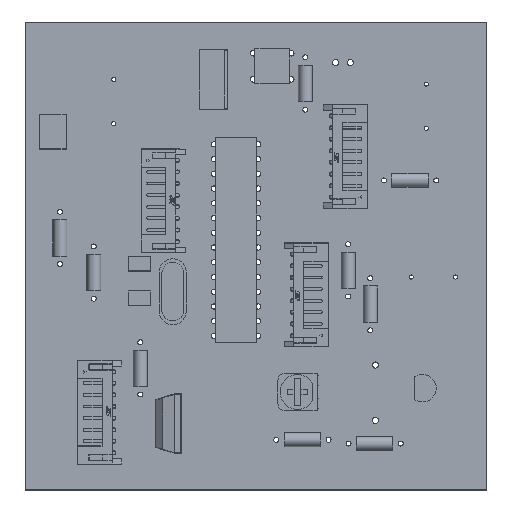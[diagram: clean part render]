
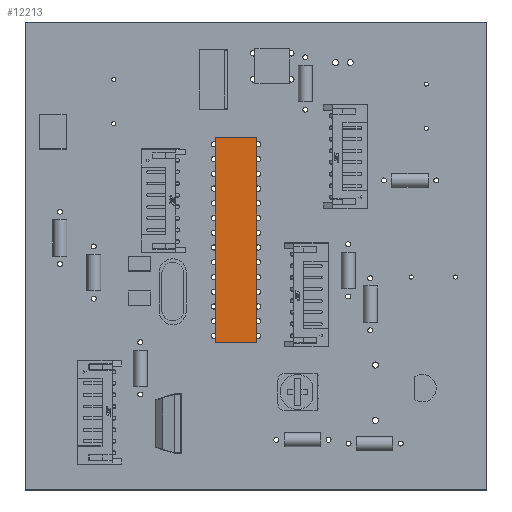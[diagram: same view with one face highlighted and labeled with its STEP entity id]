
A CAD part, top view. The second image highlights one B-rep face of the part: STEP entity #12213.
In plain terms, the highlighted planar face has unit normal (0, 0, 1).
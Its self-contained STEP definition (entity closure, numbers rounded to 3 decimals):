
#12084 = VERTEX_POINT('',#12085);
#12085 = CARTESIAN_POINT('',(-3.6,-17.65,4.58));
#12091 = EDGE_CURVE('',#12084,#12092,#12094,.T.);
#12092 = VERTEX_POINT('',#12093);
#12093 = CARTESIAN_POINT('',(3.6,-17.65,4.58));
#12094 = LINE('',#12095,#12096);
#12095 = CARTESIAN_POINT('',(-3.6,-17.65,4.58));
#12096 = VECTOR('',#12097,1.);
#12097 = DIRECTION('',(1.,0.,0.));
#12122 = EDGE_CURVE('',#12092,#12123,#12125,.T.);
#12123 = VERTEX_POINT('',#12124);
#12124 = CARTESIAN_POINT('',(3.6,17.65,4.58));
#12125 = LINE('',#12126,#12127);
#12126 = CARTESIAN_POINT('',(3.6,-17.65,4.58));
#12127 = VECTOR('',#12128,1.);
#12128 = DIRECTION('',(0.,1.,0.));
#12153 = EDGE_CURVE('',#12123,#12154,#12156,.T.);
#12154 = VERTEX_POINT('',#12155);
#12155 = CARTESIAN_POINT('',(-3.6,17.65,4.58));
#12156 = LINE('',#12157,#12158);
#12157 = CARTESIAN_POINT('',(3.6,17.65,4.58));
#12158 = VECTOR('',#12159,1.);
#12159 = DIRECTION('',(-1.,0.,0.));
#12184 = EDGE_CURVE('',#12154,#12084,#12185,.T.);
#12185 = LINE('',#12186,#12187);
#12186 = CARTESIAN_POINT('',(-3.6,17.65,4.58));
#12187 = VECTOR('',#12188,1.);
#12188 = DIRECTION('',(0.,-1.,0.));
#12213 = ADVANCED_FACE('',(#12214),#12220,.F.);
#12214 = FACE_BOUND('',#12215,.T.);
#12215 = EDGE_LOOP('',(#12216,#12217,#12218,#12219));
#12216 = ORIENTED_EDGE('',*,*,#12091,.T.);
#12217 = ORIENTED_EDGE('',*,*,#12122,.T.);
#12218 = ORIENTED_EDGE('',*,*,#12153,.T.);
#12219 = ORIENTED_EDGE('',*,*,#12184,.T.);
#12220 = PLANE('',#12221);
#12221 = AXIS2_PLACEMENT_3D('',#12222,#12223,#12224);
#12222 = CARTESIAN_POINT('',(-3.6,-17.65,4.58));
#12223 = DIRECTION('',(0.,0.,-1.));
#12224 = DIRECTION('',(-1.,0.,0.));
